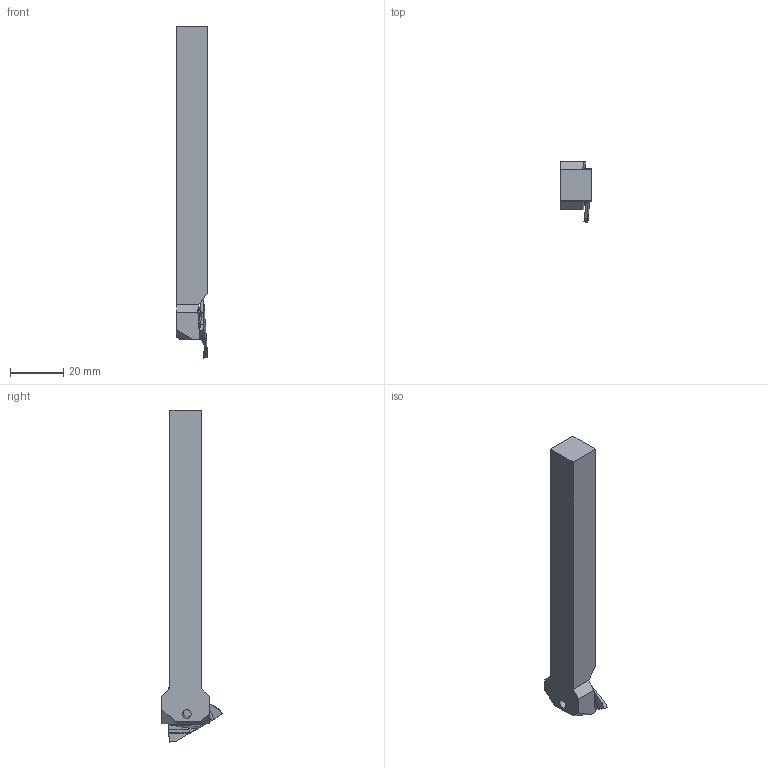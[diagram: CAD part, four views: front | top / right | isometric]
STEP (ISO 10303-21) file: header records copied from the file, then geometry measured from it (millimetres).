
FILE_DESCRIPTION(/* description */ (''),/* implementation_level */ '2;1');
FILE_NAME(/* name */ '1572935540082.stp',/* time_stamp */ '2019-11-05T12:02:30+06:00',/* author */ (''),/* organization */ ('SMS'),/* preprocessor_version */ 'ST-DEVELOPER v16.7',/* originating_system */ 'SIEMENS PLM Software NX 12.0',/* authorisation */ '');
FILE_SCHEMA (('AUTOMOTIVE_DESIGN { 1 0 10303 214 3 1 1 1 }'));
Length unit declared in the file: millimetre
Products named in the file (4): ASSEMBLY_CONSTRUCTION; 202512544mod000_00; 202565555mod000_00; 202565557mod000_00
Assembly tree (3 placements, depth 2):
  202565557mod000_00
    202565555mod000_00
    202512544mod000_00
    ASSEMBLY_CONSTRUCTION
Bounding box: 11.92 x 22.83 x 125.11 mm (x, y, z)
Volume: 16749.7 mm3; surface area: 6686 mm2
Topology: 2 solids, 2 shells, 132 faces, 340 edges, 222 vertices
Faces by surface type: plane 59, cylinder 35, bspline 18, torus 8, cone 6, sphere 6
Full cylindrical faces by diameter (mm): 3.3 x1, 4.5 x1
Entity records: 4576 total; most frequent: CARTESIAN_POINT 1285, ORIENTED_EDGE 670, DIRECTION 634, EDGE_CURVE 335, AXIS2_PLACEMENT_3D 232, VERTEX_POINT 210, LINE 170, VECTOR 170
